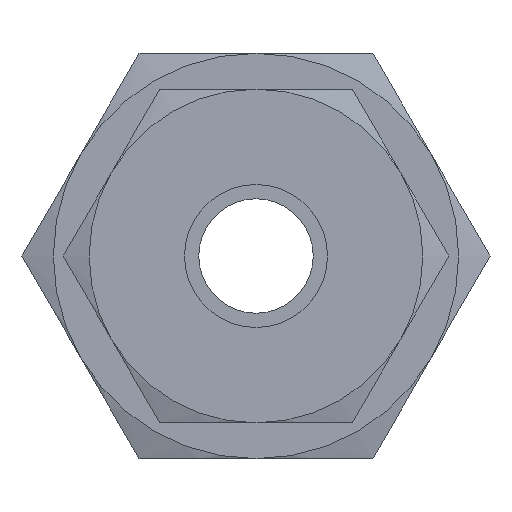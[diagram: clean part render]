
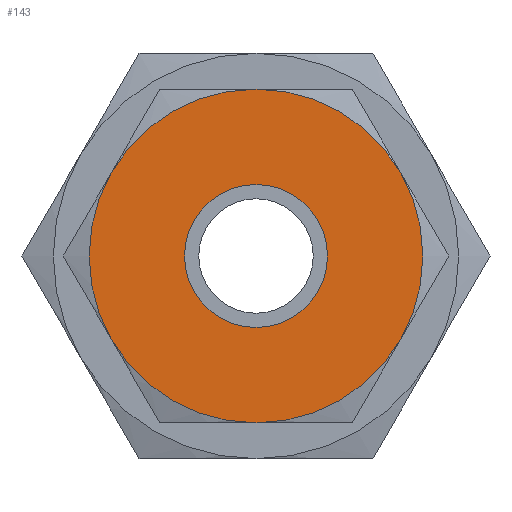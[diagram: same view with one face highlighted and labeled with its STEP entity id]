
A CAD part, left-side view. The second image highlights one B-rep face of the part: STEP entity #143.
In plain terms, the highlighted planar face has unit normal (-1, 0, 0).
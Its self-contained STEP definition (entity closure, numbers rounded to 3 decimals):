
#143 = ADVANCED_FACE( '', ( #313, #314 ), #315, .T. );
#313 = FACE_BOUND( '', #529, .T. );
#314 = FACE_OUTER_BOUND( '', #530, .T. );
#315 = PLANE( '', #531 );
#529 = EDGE_LOOP( '', ( #1094 ) );
#530 = EDGE_LOOP( '', ( #1095, #1096, #1097, #1098, #1099, #1100 ) );
#531 = AXIS2_PLACEMENT_3D( '', #1101, #1102, #1103 );
#1094 = ORIENTED_EDGE( '', *, *, #1433, .T. );
#1095 = ORIENTED_EDGE( '', *, *, #1434, .F. );
#1096 = ORIENTED_EDGE( '', *, *, #1435, .F. );
#1097 = ORIENTED_EDGE( '', *, *, #1361, .F. );
#1098 = ORIENTED_EDGE( '', *, *, #1357, .F. );
#1099 = ORIENTED_EDGE( '', *, *, #1354, .F. );
#1100 = ORIENTED_EDGE( '', *, *, #1355, .F. );
#1101 = CARTESIAN_POINT( '', ( -22., 7., 0. ) );
#1102 = DIRECTION( '', ( -1., 0., 0. ) );
#1103 = DIRECTION( '', ( 0., 0., 1. ) );
#1354 = EDGE_CURVE( '', #1613, #1465, #1615, .T. );
#1355 = EDGE_CURVE( '', #1489, #1613, #1616, .T. );
#1357 = EDGE_CURVE( '', #1465, #1618, #1619, .T. );
#1361 = EDGE_CURVE( '', #1618, #1477, #1624, .T. );
#1433 = EDGE_CURVE( '', #1723, #1723, #1724, .T. );
#1434 = EDGE_CURVE( '', #1686, #1489, #1725, .T. );
#1435 = EDGE_CURVE( '', #1477, #1686, #1726, .T. );
#1465 = VERTEX_POINT( '', #1777 );
#1477 = VERTEX_POINT( '', #1805 );
#1489 = VERTEX_POINT( '', #1833 );
#1613 = VERTEX_POINT( '', #2104 );
#1615 = CIRCLE( '', #2111, 7. );
#1616 = CIRCLE( '', #2112, 7. );
#1618 = VERTEX_POINT( '', #2117 );
#1619 = CIRCLE( '', #2118, 7. );
#1624 = CIRCLE( '', #2129, 7. );
#1686 = VERTEX_POINT( '', #2289 );
#1723 = VERTEX_POINT( '', #2371 );
#1724 = CIRCLE( '', #2372, 3. );
#1725 = CIRCLE( '', #2373, 7. );
#1726 = CIRCLE( '', #2374, 7. );
#1777 = CARTESIAN_POINT( '', ( -22., -6.062, 3.5 ) );
#1805 = CARTESIAN_POINT( '', ( -22., 0., -7. ) );
#1833 = CARTESIAN_POINT( '', ( -22., 6.062, 3.5 ) );
#2104 = CARTESIAN_POINT( '', ( -22., 0., 7. ) );
#2111 = AXIS2_PLACEMENT_3D( '', #2476, #2477, #2478 );
#2112 = AXIS2_PLACEMENT_3D( '', #2479, #2480, #2481 );
#2117 = CARTESIAN_POINT( '', ( -22., -6.062, -3.5 ) );
#2118 = AXIS2_PLACEMENT_3D( '', #2482, #2483, #2484 );
#2129 = AXIS2_PLACEMENT_3D( '', #2488, #2489, #2490 );
#2289 = CARTESIAN_POINT( '', ( -22., 6.062, -3.5 ) );
#2371 = CARTESIAN_POINT( '', ( -22., 0., -3. ) );
#2372 = AXIS2_PLACEMENT_3D( '', #2567, #2568, #2569 );
#2373 = AXIS2_PLACEMENT_3D( '', #2570, #2571, #2572 );
#2374 = AXIS2_PLACEMENT_3D( '', #2573, #2574, #2575 );
#2476 = CARTESIAN_POINT( '', ( -22., 0., 0. ) );
#2477 = DIRECTION( '', ( 1., 0., 0. ) );
#2478 = DIRECTION( '', ( 0., 0., -1. ) );
#2479 = CARTESIAN_POINT( '', ( -22., 0., 0. ) );
#2480 = DIRECTION( '', ( 1., 0., 0. ) );
#2481 = DIRECTION( '', ( 0., 0., -1. ) );
#2482 = CARTESIAN_POINT( '', ( -22., 0., 0. ) );
#2483 = DIRECTION( '', ( 1., 0., 0. ) );
#2484 = DIRECTION( '', ( 0., 0., -1. ) );
#2488 = CARTESIAN_POINT( '', ( -22., 0., 0. ) );
#2489 = DIRECTION( '', ( 1., 0., 0. ) );
#2490 = DIRECTION( '', ( 0., 0., -1. ) );
#2567 = CARTESIAN_POINT( '', ( -22., 0., 0. ) );
#2568 = DIRECTION( '', ( 1., 0., 0. ) );
#2569 = DIRECTION( '', ( 0., 0., -1. ) );
#2570 = CARTESIAN_POINT( '', ( -22., 0., 0. ) );
#2571 = DIRECTION( '', ( 1., 0., 0. ) );
#2572 = DIRECTION( '', ( 0., 0., -1. ) );
#2573 = CARTESIAN_POINT( '', ( -22., 0., 0. ) );
#2574 = DIRECTION( '', ( 1., 0., 0. ) );
#2575 = DIRECTION( '', ( 0., 0., -1. ) );
